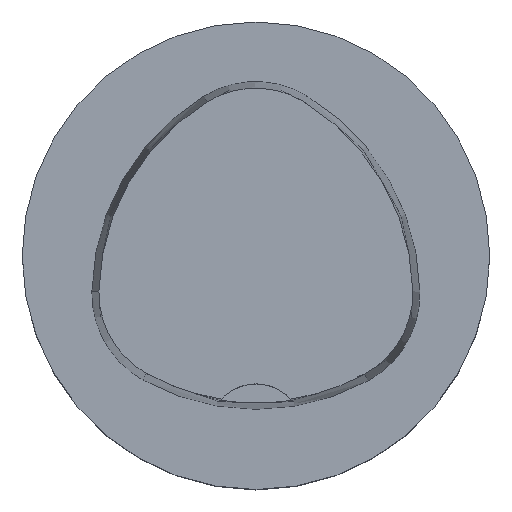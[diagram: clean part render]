
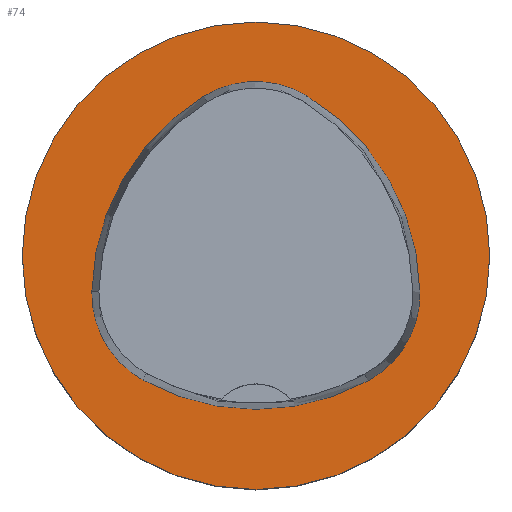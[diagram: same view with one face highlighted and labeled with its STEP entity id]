
A CAD part, top view. The second image highlights one B-rep face of the part: STEP entity #74.
In plain terms, the highlighted planar face has unit normal (0, 0, 1).
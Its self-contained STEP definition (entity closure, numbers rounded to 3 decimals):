
#59=PLANE('',#311);
#74=ADVANCED_FACE('',(#108,#109),#59,.F.);
#108=FACE_BOUND('',#126,.T.);
#109=FACE_BOUND('',#127,.T.);
#126=EDGE_LOOP('',(#154,#155,#156,#157,#158,#159));
#127=EDGE_LOOP('',(#160));
#154=ORIENTED_EDGE('',*,*,#240,.T.);
#155=ORIENTED_EDGE('',*,*,#241,.T.);
#156=ORIENTED_EDGE('',*,*,#242,.T.);
#157=ORIENTED_EDGE('',*,*,#243,.T.);
#158=ORIENTED_EDGE('',*,*,#244,.T.);
#159=ORIENTED_EDGE('',*,*,#245,.T.);
#160=ORIENTED_EDGE('',*,*,#239,.T.);
#214=VERTEX_POINT('',#451);
#215=VERTEX_POINT('',#454);
#216=VERTEX_POINT('',#455);
#217=VERTEX_POINT('',#457);
#218=VERTEX_POINT('',#459);
#219=VERTEX_POINT('',#461);
#220=VERTEX_POINT('',#463);
#239=EDGE_CURVE('',#214,#214,#272,.T.);
#240=EDGE_CURVE('',#215,#216,#273,.T.);
#241=EDGE_CURVE('',#216,#217,#274,.T.);
#242=EDGE_CURVE('',#217,#218,#275,.T.);
#243=EDGE_CURVE('',#218,#219,#276,.T.);
#244=EDGE_CURVE('',#219,#220,#277,.T.);
#245=EDGE_CURVE('',#220,#215,#278,.T.);
#272=CIRCLE('',#303,20.0);
#273=CIRCLE('',#305,8.5);
#274=CIRCLE('',#306,20.0);
#275=CIRCLE('',#307,8.5);
#276=CIRCLE('',#308,20.0);
#277=CIRCLE('',#309,8.5);
#278=CIRCLE('',#310,20.0);
#303=AXIS2_PLACEMENT_3D('',#450,#360,#361);
#305=AXIS2_PLACEMENT_3D('',#453,#364,#365);
#306=AXIS2_PLACEMENT_3D('',#456,#366,#367);
#307=AXIS2_PLACEMENT_3D('',#458,#368,#369);
#308=AXIS2_PLACEMENT_3D('',#460,#370,#371);
#309=AXIS2_PLACEMENT_3D('',#462,#372,#373);
#310=AXIS2_PLACEMENT_3D('',#464,#374,#375);
#311=AXIS2_PLACEMENT_3D('',#465,#376,#377);
#360=DIRECTION('',(0.0,0.0,1.0));
#361=DIRECTION('',(1.0,0.0,0.0));
#364=DIRECTION('',(0.0,0.0,-1.0));
#365=DIRECTION('',(-1.0,0.0,0.0));
#366=DIRECTION('',(0.0,0.0,-1.0));
#367=DIRECTION('',(-1.0,0.0,0.0));
#368=DIRECTION('',(0.0,0.0,-1.0));
#369=DIRECTION('',(-1.0,0.0,0.0));
#370=DIRECTION('',(0.0,0.0,-1.0));
#371=DIRECTION('',(-1.0,0.0,0.0));
#372=DIRECTION('',(0.0,0.0,-1.0));
#373=DIRECTION('',(-1.0,0.0,0.0));
#374=DIRECTION('',(0.0,0.0,-1.0));
#375=DIRECTION('',(-1.0,0.0,0.0));
#376=DIRECTION('',(0.0,0.0,-1.0));
#377=DIRECTION('',(-1.0,0.0,0.0));
#450=CARTESIAN_POINT('',(0.0,0.,0.0));
#451=CARTESIAN_POINT('',(20.0,0.,0.0));
#453=CARTESIAN_POINT('',(5.522,-3.235,0.0));
#454=CARTESIAN_POINT('',(14.021,-3.075,0.0));
#455=CARTESIAN_POINT('',(9.588,-10.699,0.0));
#456=CARTESIAN_POINT('',(0.022,6.864,0.0));
#457=CARTESIAN_POINT('',(-9.655,-10.639,0.0));
#458=CARTESIAN_POINT('',(-5.543,-3.2,0.0));
#459=CARTESIAN_POINT('',(-14.041,-3.042,0.0));
#460=CARTESIAN_POINT('',(5.955,-3.414,0.0));
#461=CARTESIAN_POINT('',(-4.472,13.653,0.0));
#462=CARTESIAN_POINT('',(-0.04,6.4,0.0));
#463=CARTESIAN_POINT('',(4.347,13.68,0.0));
#464=CARTESIAN_POINT('',(-5.976,-3.45,0.0));
#465=CARTESIAN_POINT('',(0.0,-13.136,0.0));
